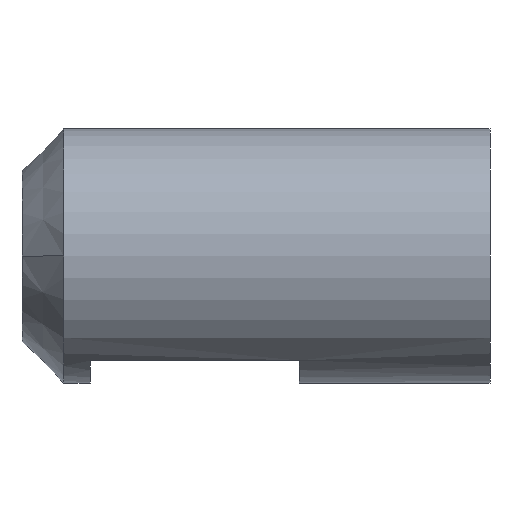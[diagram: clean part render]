
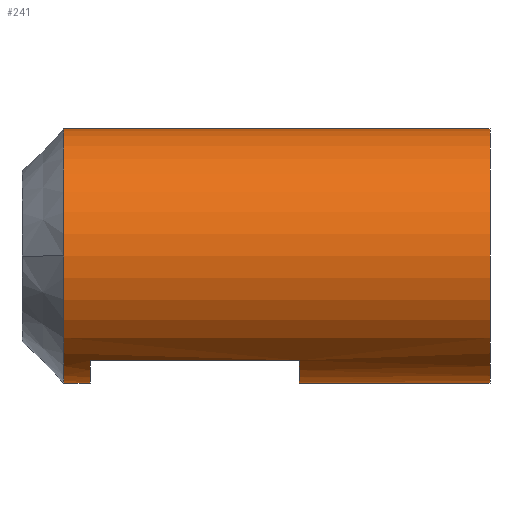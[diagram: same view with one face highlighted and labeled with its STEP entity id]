
A CAD part, front view. The second image highlights one B-rep face of the part: STEP entity #241.
In plain terms, the highlighted cylindrical face has radius 14 mm (diameter 28 mm), a partial arc.
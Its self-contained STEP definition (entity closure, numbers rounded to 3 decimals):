
#11 = VERTEX_POINT ( 'NONE', #196 ) ;
#13 = CARTESIAN_POINT ( 'NONE',  ( 0., 0., -14. ) ) ;
#30 = EDGE_CURVE ( 'NONE', #39, #245, #250, .T. ) ;
#32 = AXIS2_PLACEMENT_3D ( 'NONE', #408, #49, #254 ) ;
#37 = CARTESIAN_POINT ( 'NONE',  ( 0., 0., 14. ) ) ;
#39 = VERTEX_POINT ( 'NONE', #76 ) ;
#40 = DIRECTION ( 'NONE',  ( -1., 0., 0. ) ) ;
#43 = LINE ( 'NONE', #172, #105 ) ;
#47 = EDGE_CURVE ( 'NONE', #211, #11, #202, .T. ) ;
#49 = DIRECTION ( 'NONE',  ( 1., 0., 0. ) ) ;
#52 = DIRECTION ( 'NONE',  ( 1., 0., 0. ) ) ;
#63 = EDGE_CURVE ( 'NONE', #280, #204, #43, .T. ) ;
#65 = CIRCLE ( 'NONE', #32, 14. ) ;
#71 = ORIENTED_EDGE ( 'NONE', *, *, #63, .F. ) ;
#73 = VECTOR ( 'NONE', #40, 1000. ) ;
#76 = CARTESIAN_POINT ( 'NONE',  ( 4.6, 0., 14. ) ) ;
#81 = DIRECTION ( 'NONE',  ( -1., 0., 0. ) ) ;
#85 = DIRECTION ( 'NONE',  ( -1., 0., 0. ) ) ;
#90 = CIRCLE ( 'NONE', #163, 14. ) ;
#100 = DIRECTION ( 'NONE',  ( 0., 0., 1. ) ) ;
#103 = DIRECTION ( 'NONE',  ( 0., 0., 1. ) ) ;
#105 = VECTOR ( 'NONE', #391, 1000. ) ;
#108 = ORIENTED_EDGE ( 'NONE', *, *, #380, .F. ) ;
#114 = ORIENTED_EDGE ( 'NONE', *, *, #152, .F. ) ;
#116 = DIRECTION ( 'NONE',  ( 0., 0., 1. ) ) ;
#131 = CARTESIAN_POINT ( 'NONE',  ( 4.6, 0., 0. ) ) ;
#134 = CARTESIAN_POINT ( 'NONE',  ( 51.5, 0., -14. ) ) ;
#146 = DIRECTION ( 'NONE',  ( 0., 1., 0. ) ) ;
#152 = EDGE_CURVE ( 'NONE', #204, #211, #90, .T. ) ;
#163 = AXIS2_PLACEMENT_3D ( 'NONE', #368, #341, #146 ) ;
#168 = CIRCLE ( 'NONE', #394, 14. ) ;
#172 = CARTESIAN_POINT ( 'NONE',  ( 0., 0., -14. ) ) ;
#173 = ORIENTED_EDGE ( 'NONE', *, *, #396, .T. ) ;
#179 = CARTESIAN_POINT ( 'NONE',  ( 7.5, 0., -14. ) ) ;
#181 = VERTEX_POINT ( 'NONE', #402 ) ;
#183 = CARTESIAN_POINT ( 'NONE',  ( 30.5, -7.984, -11.5 ) ) ;
#191 = EDGE_CURVE ( 'NONE', #245, #303, #168, .T. ) ;
#196 = CARTESIAN_POINT ( 'NONE',  ( 7.5, -7.984, -11.5 ) ) ;
#198 = VERTEX_POINT ( 'NONE', #179 ) ;
#201 = LINE ( 'NONE', #13, #386 ) ;
#202 = LINE ( 'NONE', #360, #73 ) ;
#204 = VERTEX_POINT ( 'NONE', #344 ) ;
#209 = CARTESIAN_POINT ( 'NONE',  ( 0., 0., 0. ) ) ;
#211 = VERTEX_POINT ( 'NONE', #183 ) ;
#212 = CARTESIAN_POINT ( 'NONE',  ( 4.6, 0., -14. ) ) ;
#228 = EDGE_CURVE ( 'NONE', #198, #303, #201, .T. ) ;
#241 = ADVANCED_FACE ( 'NONE', ( #332 ), #363, .T. ) ;
#243 = CARTESIAN_POINT ( 'NONE',  ( 4.6, -14., 0. ) ) ;
#245 = VERTEX_POINT ( 'NONE', #243 ) ;
#249 = EDGE_CURVE ( 'NONE', #181, #39, #392, .T. ) ;
#250 = CIRCLE ( 'NONE', #285, 14. ) ;
#254 = DIRECTION ( 'NONE',  ( 0., 1., 0. ) ) ;
#260 = ORIENTED_EDGE ( 'NONE', *, *, #249, .T. ) ;
#263 = DIRECTION ( 'NONE',  ( 0., 0., 1. ) ) ;
#280 = VERTEX_POINT ( 'NONE', #134 ) ;
#281 = DIRECTION ( 'NONE',  ( -1., 0., 0. ) ) ;
#282 = DIRECTION ( 'NONE',  ( 1., 0., 0. ) ) ;
#285 = AXIS2_PLACEMENT_3D ( 'NONE', #131, #282, #100 ) ;
#288 = ORIENTED_EDGE ( 'NONE', *, *, #191, .T. ) ;
#303 = VERTEX_POINT ( 'NONE', #212 ) ;
#327 = ORIENTED_EDGE ( 'NONE', *, *, #30, .T. ) ;
#332 = FACE_OUTER_BOUND ( 'NONE', #370, .T. ) ;
#337 = CARTESIAN_POINT ( 'NONE',  ( 4.6, 0., 0. ) ) ;
#341 = DIRECTION ( 'NONE',  ( -1., 0., 0. ) ) ;
#342 = CIRCLE ( 'NONE', #384, 14. ) ;
#344 = CARTESIAN_POINT ( 'NONE',  ( 30.5, 0., -14. ) ) ;
#356 = DIRECTION ( 'NONE',  ( -1., 0., 0. ) ) ;
#358 = VECTOR ( 'NONE', #356, 1000. ) ;
#360 = CARTESIAN_POINT ( 'NONE',  ( 30.5, -7.984, -11.5 ) ) ;
#363 = CYLINDRICAL_SURFACE ( 'NONE', #420, 14. ) ;
#367 = CARTESIAN_POINT ( 'NONE',  ( 51.5, 0., 0. ) ) ;
#368 = CARTESIAN_POINT ( 'NONE',  ( 30.5, 0., 0. ) ) ;
#370 = EDGE_LOOP ( 'NONE', ( #71, #173, #260, #327, #288, #395, #108, #410, #114 ) ) ;
#380 = EDGE_CURVE ( 'NONE', #11, #198, #65, .T. ) ;
#384 = AXIS2_PLACEMENT_3D ( 'NONE', #367, #85, #263 ) ;
#386 = VECTOR ( 'NONE', #281, 1000. ) ;
#391 = DIRECTION ( 'NONE',  ( -1., 0., 0. ) ) ;
#392 = LINE ( 'NONE', #37, #358 ) ;
#394 = AXIS2_PLACEMENT_3D ( 'NONE', #337, #52, #116 ) ;
#395 = ORIENTED_EDGE ( 'NONE', *, *, #228, .F. ) ;
#396 = EDGE_CURVE ( 'NONE', #280, #181, #342, .T. ) ;
#402 = CARTESIAN_POINT ( 'NONE',  ( 51.5, 0., 14. ) ) ;
#408 = CARTESIAN_POINT ( 'NONE',  ( 7.5, 0., 0. ) ) ;
#410 = ORIENTED_EDGE ( 'NONE', *, *, #47, .F. ) ;
#420 = AXIS2_PLACEMENT_3D ( 'NONE', #209, #81, #103 ) ;
